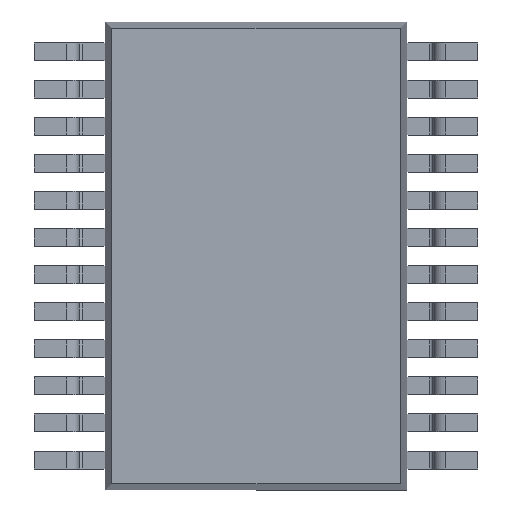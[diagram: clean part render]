
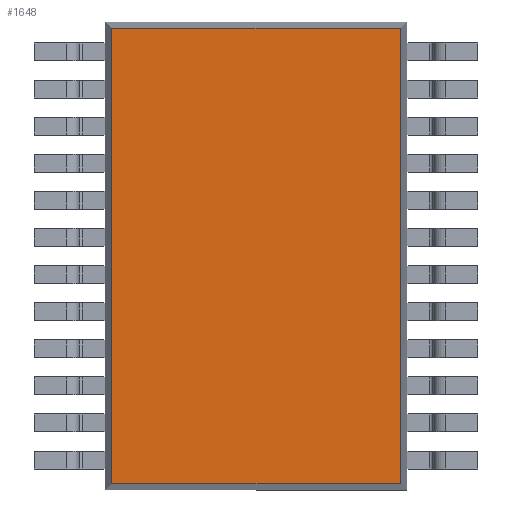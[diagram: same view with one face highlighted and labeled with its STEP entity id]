
A CAD part, front view. The second image highlights one B-rep face of the part: STEP entity #1648.
In plain terms, the highlighted planar face has unit normal (0, -1, 0).
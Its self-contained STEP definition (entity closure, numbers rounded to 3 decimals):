
#81 = DIRECTION ( 'NONE',  ( 0., 0., -1. ) ) ;
#227 = ORIENTED_EDGE ( 'NONE', *, *, #3850, .T. ) ;
#1229 = CARTESIAN_POINT ( 'NONE',  ( -2.645, 0.199, -3.987 ) ) ;
#1648 = ADVANCED_FACE ( 'NONE', ( #2596 ), #1769, .T. ) ;
#1769 = PLANE ( 'NONE',  #9619 ) ;
#1920 = DIRECTION ( 'NONE',  ( -1., 0., 0. ) ) ;
#2218 = EDGE_CURVE ( 'NONE', #8659, #9423, #7768, .T. ) ;
#2278 = LINE ( 'NONE', #3357, #6365 ) ;
#2350 = LINE ( 'NONE', #2844, #7727 ) ;
#2497 = CARTESIAN_POINT ( 'NONE',  ( -2.532, 0.199, 4.1 ) ) ;
#2596 = FACE_OUTER_BOUND ( 'NONE', #9130, .T. ) ;
#2844 = CARTESIAN_POINT ( 'NONE',  ( 2.645, 0.199, 3.987 ) ) ;
#2989 = ORIENTED_EDGE ( 'NONE', *, *, #4558, .T. ) ;
#3357 = CARTESIAN_POINT ( 'NONE',  ( 2.532, 0.199, -4.1 ) ) ;
#3850 = EDGE_CURVE ( 'NONE', #9423, #8239, #5096, .T. ) ;
#3938 = VECTOR ( 'NONE', #81, 1000. ) ;
#4340 = CARTESIAN_POINT ( 'NONE',  ( 2.532, 0.199, 3.987 ) ) ;
#4447 = DIRECTION ( 'NONE',  ( 0., 0., -1. ) ) ;
#4484 = DIRECTION ( 'NONE',  ( 1., 0., 0. ) ) ;
#4558 = EDGE_CURVE ( 'NONE', #8225, #8659, #2350, .T. ) ;
#4793 = ORIENTED_EDGE ( 'NONE', *, *, #8560, .T. ) ;
#4974 = CARTESIAN_POINT ( 'NONE',  ( 0., 0.199, 0. ) ) ;
#5096 = LINE ( 'NONE', #1229, #6556 ) ;
#6365 = VECTOR ( 'NONE', #7567, 1000. ) ;
#6556 = VECTOR ( 'NONE', #4484, 1000. ) ;
#6845 = CARTESIAN_POINT ( 'NONE',  ( -2.532, 0.199, 3.987 ) ) ;
#7038 = CARTESIAN_POINT ( 'NONE',  ( 2.532, 0.199, -3.987 ) ) ;
#7567 = DIRECTION ( 'NONE',  ( 0., 0., 1. ) ) ;
#7727 = VECTOR ( 'NONE', #1920, 1000. ) ;
#7768 = LINE ( 'NONE', #2497, #3938 ) ;
#8225 = VERTEX_POINT ( 'NONE', #4340 ) ;
#8239 = VERTEX_POINT ( 'NONE', #7038 ) ;
#8560 = EDGE_CURVE ( 'NONE', #8239, #8225, #2278, .T. ) ;
#8659 = VERTEX_POINT ( 'NONE', #6845 ) ;
#9108 = CARTESIAN_POINT ( 'NONE',  ( -2.532, 0.199, -3.987 ) ) ;
#9130 = EDGE_LOOP ( 'NONE', ( #227, #4793, #2989, #9658 ) ) ;
#9423 = VERTEX_POINT ( 'NONE', #9108 ) ;
#9467 = DIRECTION ( 'NONE',  ( 0., -1., 0. ) ) ;
#9619 = AXIS2_PLACEMENT_3D ( 'NONE', #4974, #9467, #4447 ) ;
#9658 = ORIENTED_EDGE ( 'NONE', *, *, #2218, .T. ) ;
